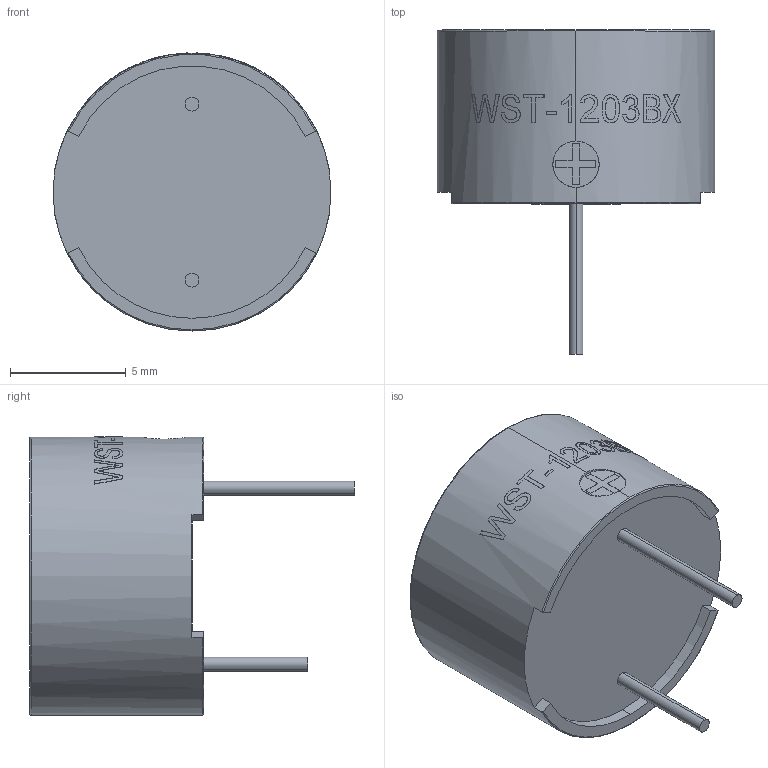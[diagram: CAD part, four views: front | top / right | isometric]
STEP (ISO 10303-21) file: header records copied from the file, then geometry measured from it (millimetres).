
FILE_DESCRIPTION (( 'STEP AP203' ), '1' );
FILE_NAME ('WST-1203BX.STEP', '2017-03-06T23:03:19', ( 'Gem' ), ( '' ), 'SwSTEP 2.0', 'SolidWorks 2013', '' );
FILE_SCHEMA (( 'CONFIG_CONTROL_DESIGN' ));
Length unit declared in the file: millimetre
Products named in the file (1): WST-1203BX
Bounding box: 12 x 14 x 12.01 mm (x, y, z)
Volume: 797.7 mm3; surface area: 549.2 mm2
Topology: 4 solids, 4 shells, 188 faces, 495 edges, 329 vertices
Faces by surface type: bspline 89, plane 68, cylinder 26, torus 5
Entity records: 11015 total; most frequent: CARTESIAN_POINT 7029, ORIENTED_EDGE 990, DIRECTION 501, EDGE_CURVE 495, VERTEX_POINT 329, B_SPLINE_CURVE_WITH_KNOTS 288, EDGE_LOOP 202, AXIS2_PLACEMENT_3D 194
